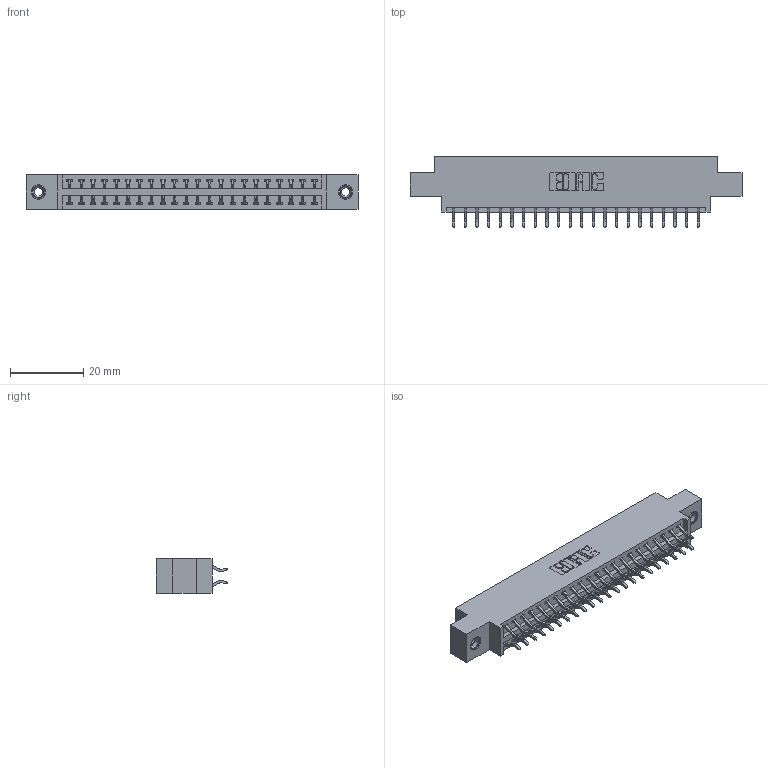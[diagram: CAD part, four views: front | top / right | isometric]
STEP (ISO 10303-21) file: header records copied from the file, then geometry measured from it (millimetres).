
FILE_DESCRIPTION (( 'STEP AP203' ), '1' );
FILE_NAME ('396-044-556-808.STEP', '2018-09-07T04:59:09', ( '' ), ( '' ), 'SwSTEP 2.0', 'SolidWorks 2016', '' );
FILE_SCHEMA (( 'CONFIG_CONTROL_DESIGN' ));
Length unit declared in the file: inch
Products named in the file (4): 346 Part_0.170 Offset - 0.156 Dia-TI; 345-292-001_556 Tail; 345-250-001_345-250-003-102; 396-044-556-808
Assembly tree (47 placements, depth 2):
  396-044-556-808
    346 Part_0.170 Offset - 0.156 Dia-TI
    345-292-001_556 Tail  x44
    345-250-001_345-250-003-102  x2
Bounding box: 90.42 x 19.57 x 9.4 mm (x, y, z)
Volume: 8499.3 mm3; surface area: 11527.2 mm2
Topology: 47 solids, 47 shells, 2738 faces, 8089 edges, 5326 vertices
Faces by surface type: plane 1828, cylinder 894, cone 12, torus 4
Entity records: 18588 total; most frequent: CARTESIAN_POINT 3091, ORIENTED_EDGE 3006, DIRECTION 2789, EDGE_CURVE 1503, VECTOR 1255, LINE 1255, VERTEX_POINT 996, AXIS2_PLACEMENT_3D 767
